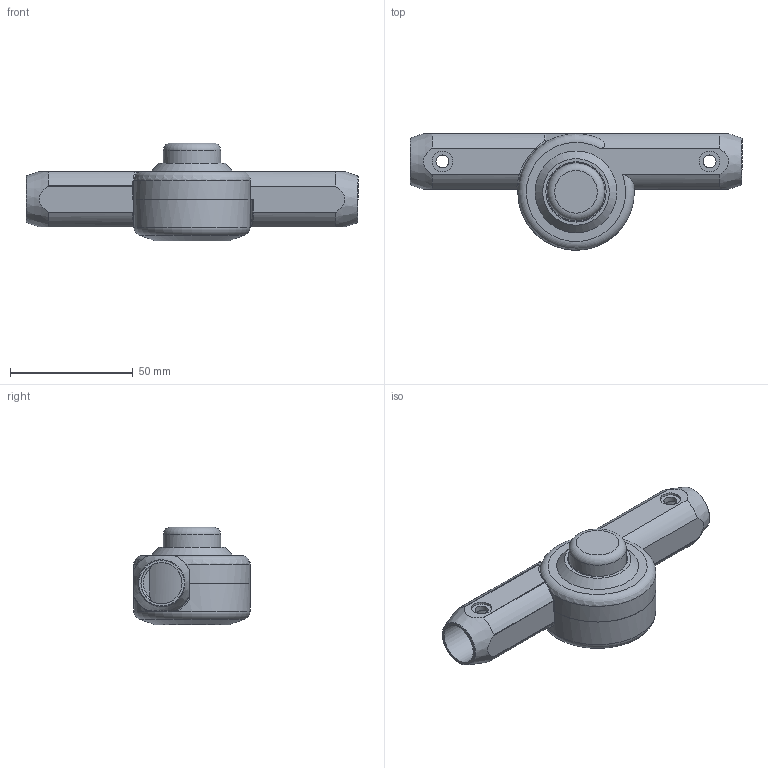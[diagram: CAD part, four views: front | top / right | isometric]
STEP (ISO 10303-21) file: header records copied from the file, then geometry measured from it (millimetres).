
FILE_DESCRIPTION( ( 'STEP AP214' ), '1' );
FILE_NAME( '463XXXD.stp', '2014-01-13T15:58:34', ( ' ' ), ( ' ' ), 'XStep 1.0', 'VISI-Series', ' ' );
FILE_SCHEMA( ( 'automotive_design' ) );
Length unit declared in the file: millimetre
Products named in the file (3): B62090; B63090; B89090
Bounding box: 135.5 x 47.5 x 39.9 mm (x, y, z)
Volume: 72879.5 mm3; surface area: 29847 mm2
Topology: 3 solids, 3 shells, 154 faces, 355 edges, 222 vertices
Faces by surface type: cylinder 59, plane 53, torus 18, sphere 10, cone 7, bspline 7
Full cylindrical faces by diameter (mm): 5.3 x4, 6.2 x3, 8.4 x4, 8.5 x1, 9 x1, 10 x1, 12.5 x1, 13 x1, 16.8 x2, 19.7 x1, 23.4 x1, 24.6 x1, 39.6 x1, 40 x1, 43.6 x1, 43.8 x1, 47.5 x1
Entity records: 6742 total; most frequent: CARTESIAN_POINT 2297, DIRECTION 681, ORIENTED_EDGE 570, AXIS2_PLACEMENT_3D 296, EDGE_CURVE 285, EDGE_LOOP 226, VERTEX_POINT 201, FACE_OUTER_BOUND 191
